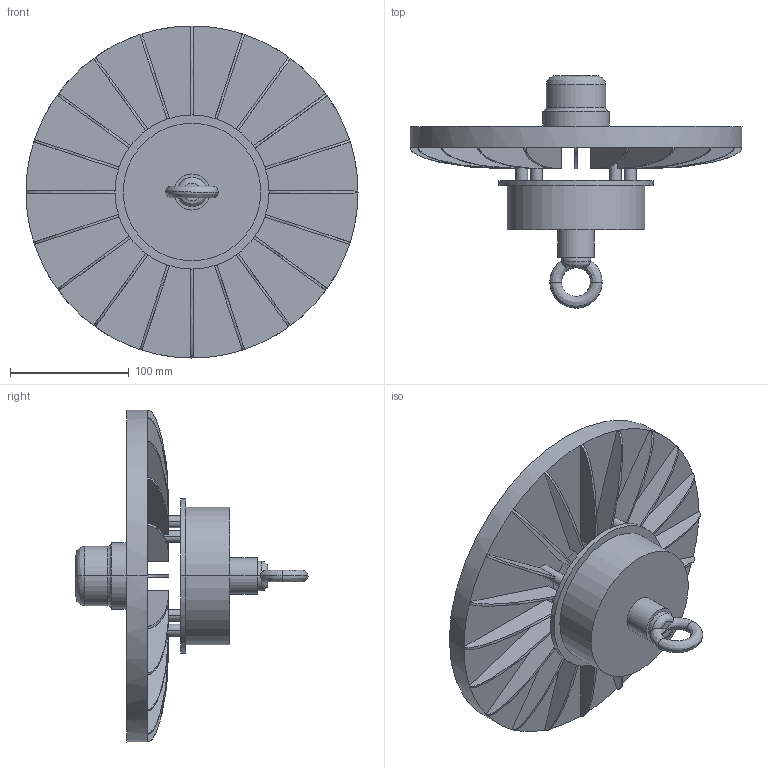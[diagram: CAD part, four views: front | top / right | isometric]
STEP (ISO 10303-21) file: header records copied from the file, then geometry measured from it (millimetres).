
FILE_DESCRIPTION (( 'STEP AP214' ), '1' );
FILE_NAME ('HB_G4_SEN_87W.STEP', '2024-08-14T08:05:12', ( '' ), ( '' ), 'SwSTEP 2.0', 'SolidWorks 2022', '' );
FILE_SCHEMA (( 'AUTOMOTIVE_DESIGN' ));
Length unit declared in the file: millimetre
Products named in the file (7): HB_G4_SEN_87W_6; HB_G4_SEN_87W_2; HB_G4_SEN_87W_5; HB_G4_SEN_87W; HB_G4_SEN_87W_4; HB_G4_SEN_87W_3
Assembly tree (6 placements, depth 2):
  HB_G4_SEN_87W
    HB_G4_SEN_87W
    HB_G4_SEN_87W_6
    HB_G4_SEN_87W_3
    HB_G4_SEN_87W_4
    HB_G4_SEN_87W_5
    HB_G4_SEN_87W_2
Bounding box: 280 x 195.95 x 280 mm (x, y, z)
Volume: 1222575.8 mm3; surface area: 368567.7 mm2
Topology: 6 solids, 6 shells, 163 faces, 430 edges, 282 vertices
Faces by surface type: plane 85, cylinder 44, bspline 32, cone 2
Entity records: 13284 total; most frequent: CARTESIAN_POINT 7351, ORIENTED_EDGE 860, DIRECTION 753, EDGE_CURVE 430, VERTEX_POINT 282, AXIS2_PLACEMENT_3D 272, VECTOR 209, LINE 209
